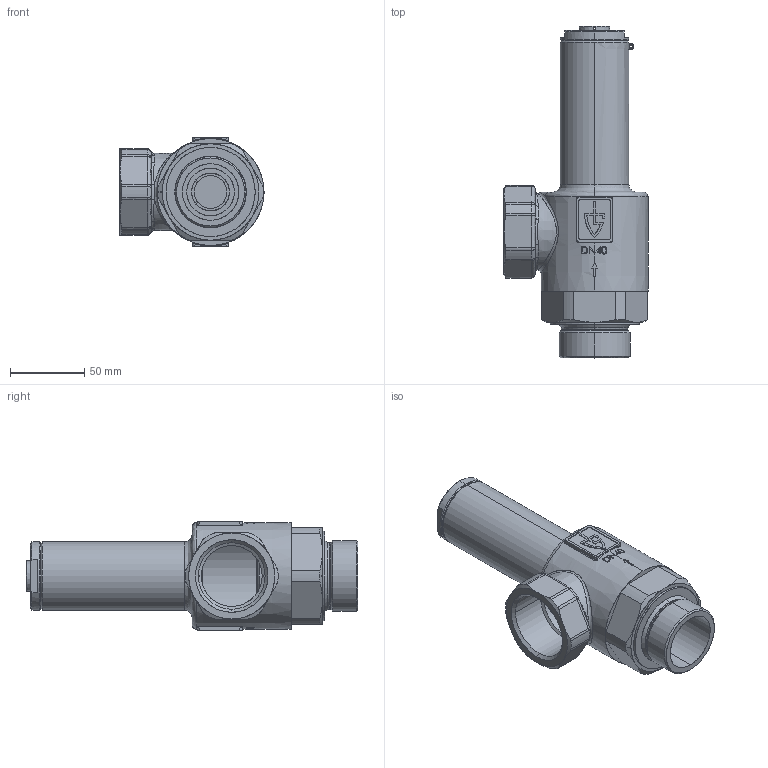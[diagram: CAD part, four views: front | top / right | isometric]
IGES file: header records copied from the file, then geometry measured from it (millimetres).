
Start section: SolidWorks IGES file using analytic representation for surfaces
Global section: file name: 417tGFO-40-m+f-40+40 Dummy.IGS; native system: SolidWorks 2013; preprocessor: SolidWorks 2013; author: Blankenhorn; date: 130130.155811; units: millimetre
Bounding box: 97 x 223.5 x 73 mm (x, y, z)
Surface area: 99273.3 mm2 (no closed solid volume)
Topology: 0 solids, 0 shells, 527 faces, 7190 edges, 7190 vertices
Faces by surface type: bspline 322, revolution 205
